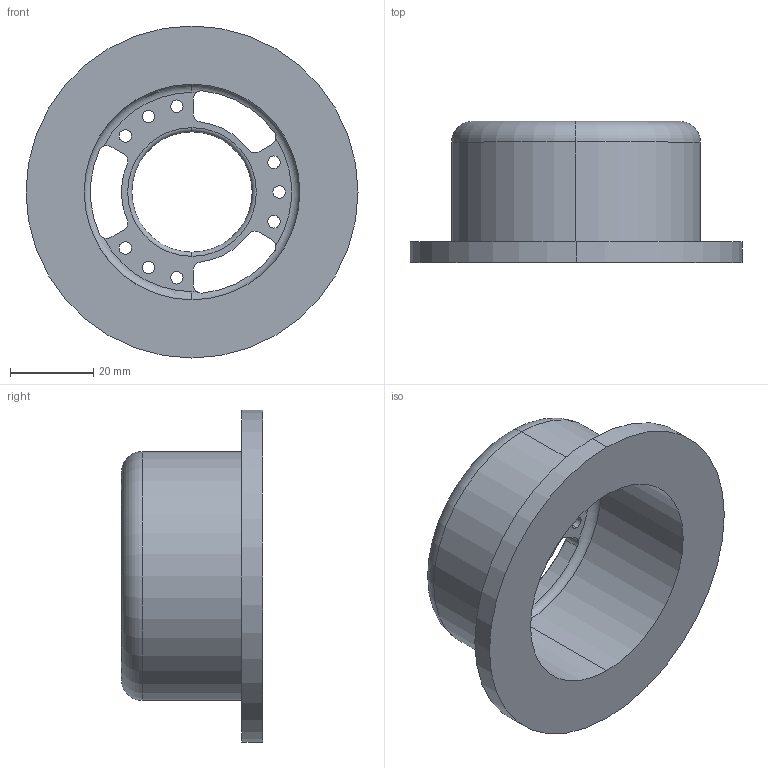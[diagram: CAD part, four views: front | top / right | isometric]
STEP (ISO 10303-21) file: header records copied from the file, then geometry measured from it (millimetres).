
FILE_DESCRIPTION (( 'STEP AP203' ), '1' );
FILE_NAME ('015base-1¸ö.STEP', '2025-09-02T09:17:23', ( '' ), ( '' ), 'SwSTEP 2.0', 'SolidWorks 2024', '' );
FILE_SCHEMA (( 'CONFIG_CONTROL_DESIGN' ));
Length unit declared in the file: millimetre
Products named in the file (1): 015base-1个
Bounding box: 80 x 34 x 80 mm (x, y, z)
Volume: 37783.1 mm3; surface area: 20010.3 mm2
Topology: 1 solids, 1 shells, 92 faces, 241 edges, 150 vertices
Faces by surface type: cylinder 53, torus 29, plane 10
Entity records: 3040 total; most frequent: DIRECTION 583, CARTESIAN_POINT 517, ORIENTED_EDGE 482, AXIS2_PLACEMENT_3D 256, EDGE_CURVE 241, CIRCLE 163, VERTEX_POINT 150, EDGE_LOOP 117
